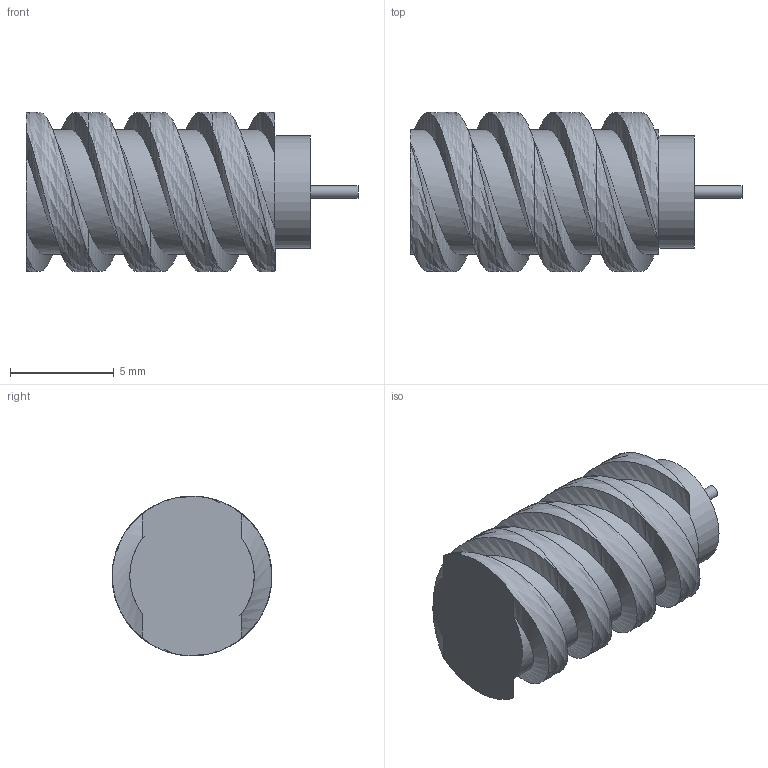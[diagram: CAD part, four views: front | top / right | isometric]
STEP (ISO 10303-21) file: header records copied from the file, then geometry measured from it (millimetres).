
FILE_DESCRIPTION(/* description */ (''),/* implementation_level */ '2;1');
FILE_NAME(/* name */ 'luowen.step',/* time_stamp */ '2023-04-29T17:01:15+08:00',/* author */ (''),/* organization */ (''),/* preprocessor_version */ 'ST-DEVELOPER v15.2',/* originating_system */ 'Autodesk Translator Framework v2.0.0.5431',/* authorisation */ '');
FILE_SCHEMA (('AUTOMOTIVE_DESIGN { 1 0 10303 214 3 1 1 }'));
Length unit declared in the file: centimetre
Products named in the file (1): 连接插口旋入
Bounding box: 16 x 7.7 x 7.7 mm (x, y, z)
Volume: 487.4 mm3; surface area: 481.1 mm2
Topology: 1 solids, 1 shells, 32 faces, 76 edges, 48 vertices
Faces by surface type: bspline 24, cylinder 4, plane 4
Full cylindrical faces by diameter (mm): 0.6 x1, 5.4 x1
Entity records: 5367 total; most frequent: CARTESIAN_POINT 4767, ORIENTED_EDGE 148, EDGE_CURVE 74, DIRECTION 70, VERTEX_POINT 48, EDGE_LOOP 36, ADVANCED_FACE 32, FACE_OUTER_BOUND 30
